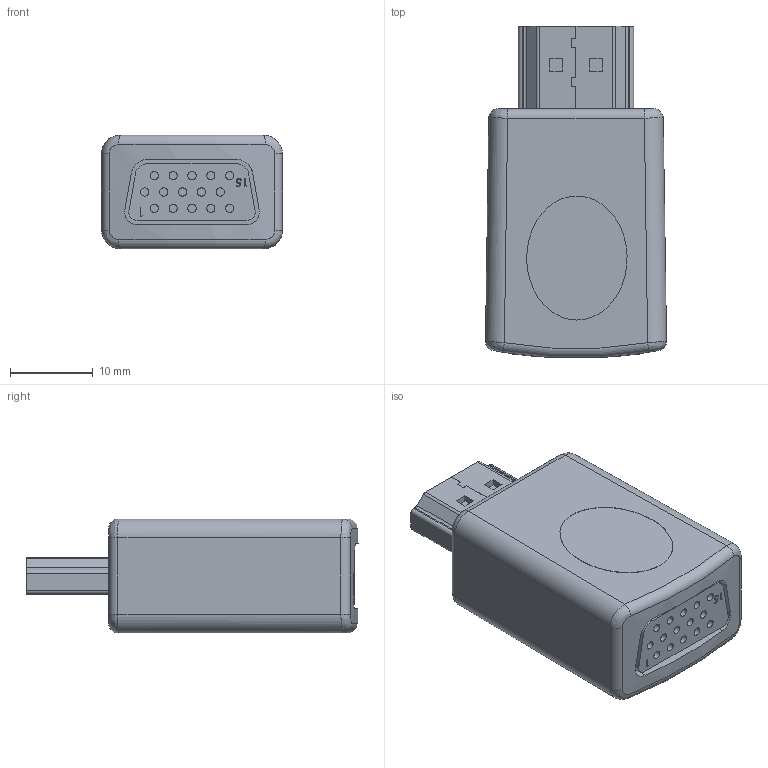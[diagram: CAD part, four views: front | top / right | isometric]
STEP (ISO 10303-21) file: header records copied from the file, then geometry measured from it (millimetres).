
FILE_DESCRIPTION (( 'STEP AP214' ), '1' );
FILE_NAME ('VHC00019.STEP', '2018-04-30T19:07:48', ( '' ), ( '' ), 'SwSTEP 2.0', 'SolidWorks 2017', '' );
FILE_SCHEMA (( 'AUTOMOTIVE_DESIGN' ));
Length unit declared in the file: inch
Products named in the file (1): VHC00019
Bounding box: 21.91 x 40.17 x 13.78 mm (x, y, z)
Volume: 8673.6 mm3; surface area: 5051.5 mm2
Topology: 1 solids, 1 shells, 472 faces, 1283 edges, 850 vertices
Faces by surface type: plane 343, cylinder 77, bspline 50, torus 2
Full cylindrical faces by diameter (mm): 0.991 x15
Entity records: 21693 total; most frequent: CARTESIAN_POINT 5279, ORIENTED_EDGE 2532, DIRECTION 2156, EDGE_CURVE 1266, LINE 1010, VECTOR 1010, VERTEX_POINT 850, AXIS2_PLACEMENT_3D 573
